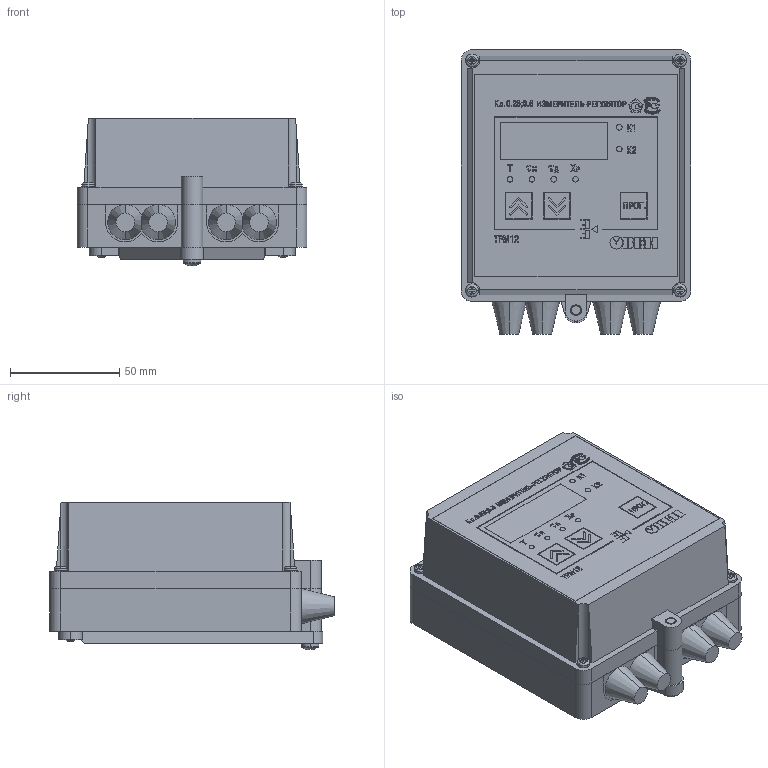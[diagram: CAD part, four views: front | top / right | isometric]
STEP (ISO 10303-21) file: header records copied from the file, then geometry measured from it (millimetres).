
FILE_DESCRIPTION (( 'STEP AP214' ), '1' );
FILE_NAME ('3D Ìîäåëü ÒÐÌ12-Í.Ó.Õ.STEP', '2015-08-03T13:12:58', ( '' ), ( '' ), 'SwSTEP 2.0', 'SolidWorks 2014', '' );
FILE_SCHEMA (( 'AUTOMOTIVE_DESIGN' ));
Length unit declared in the file: millimetre
Products named in the file (10): Ïàíåëü ëèöåâàÿ ÒÐÌ12; 睯艜 膴樖樉; 鎔艜_B18.6.7M - M4 x 0.7 x 40 Type I Cross Recessed PHMS --40N; 鎔艜 襞旂 17473_M4x10; 砑鳧罻; ﾊ煇鳫; ч蜱齁膱; Êîðïóñ Í_íèç; 扻豵鵨 狉瞂贂; 3D Ìîäåëü ÒÐÌ12-Í.Ó.Õ
Assembly tree (14 placements, depth 2):
  3D Ìîäåëü ÒÐÌ12-Í.Ó.Õ
    扻豵鵨 狉瞂贂
    Êîðïóñ Í_íèç
    ч蜱齁膱  x2
    ﾊ煇鳫
    砑鳧罻
    鎔艜 襞旂 17473_M4x10  x2
    鎔艜_B18.6.7M - M4 x 0.7 x 40 Type I Cross Recessed PHMS --40N
    睯艜 膴樖樉  x4
    Ïàíåëü ëèöåâàÿ ÒÐÌ12
Bounding box: 105 x 130 x 67.57 mm (x, y, z)
Volume: 153257.4 mm3; surface area: 130691.1 mm2
Topology: 14 solids, 14 shells, 1659 faces, 4348 edges, 2884 vertices
Faces by surface type: plane 1123, bspline 361, cylinder 131, cone 20, torus 20, sphere 4
Entity records: 64913 total; most frequent: CARTESIAN_POINT 13234, ORIENTED_EDGE 8148, DIRECTION 6001, EDGE_CURVE 4074, LINE 3027, VECTOR 3027, VERTEX_POINT 2708, EDGE_LOOP 1734
